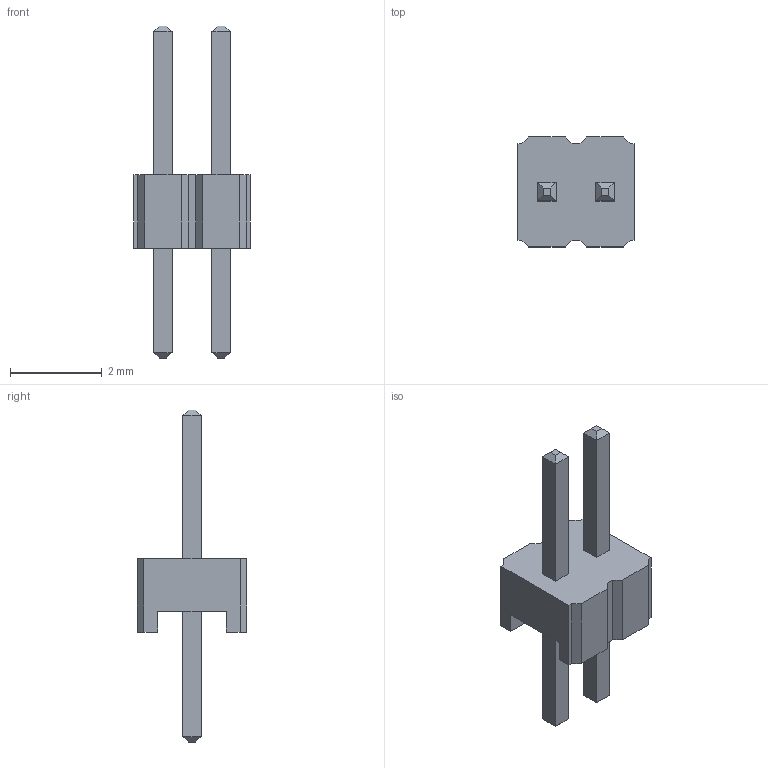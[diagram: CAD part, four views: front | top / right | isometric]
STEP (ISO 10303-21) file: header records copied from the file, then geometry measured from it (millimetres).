
FILE_DESCRIPTION (( 'STEP AP214' ), '1' );
FILE_NAME ('B89E1003-1149-4A76-9295-DE0EDC0832A3.STEP', '2024-11-07T16:05:27', ( '' ), ( '' ), 'SwSTEP 2.0', 'SolidWorks 2022', '' );
FILE_SCHEMA (( 'AUTOMOTIVE_DESIGN' ));
Length unit declared in the file: millimetre
Products named in the file (1): B89E1003-1149-4A76-9295-DE0EDC0832A3
Bounding box: 2.54 x 2.4 x 7.25 mm (x, y, z)
Volume: 9.6 mm3; surface area: 54.7 mm2
Topology: 3 solids, 3 shells, 62 faces, 152 edges, 96 vertices
Faces by surface type: plane 62
Entity records: 2510 total; most frequent: CARTESIAN_POINT 311, ORIENTED_EDGE 304, DIRECTION 278, EDGE_CURVE 152, LINE 152, VECTOR 152, VERTEX_POINT 96, UNCERTAINTY_MEASURE_WITH_UNIT 67
